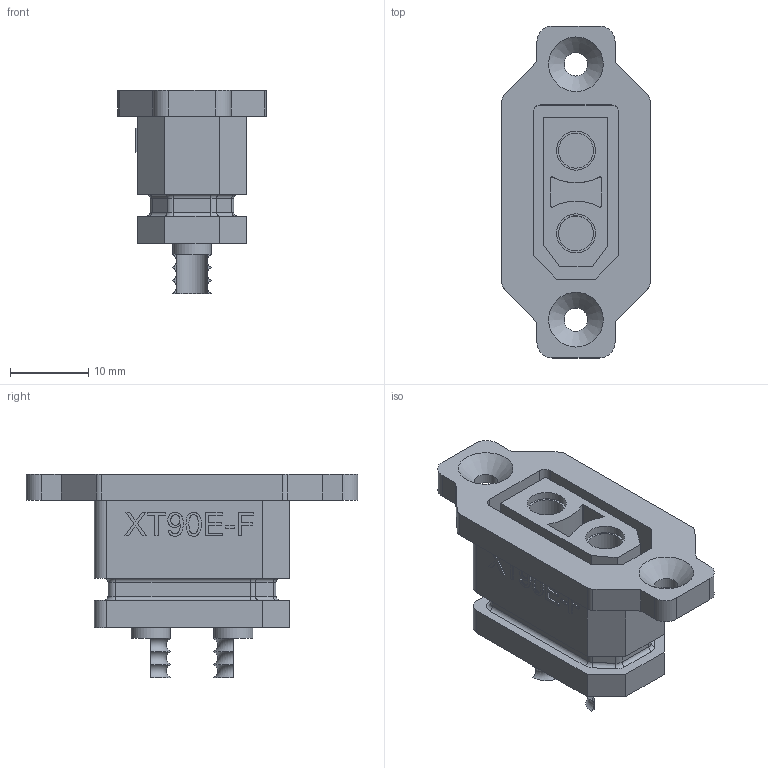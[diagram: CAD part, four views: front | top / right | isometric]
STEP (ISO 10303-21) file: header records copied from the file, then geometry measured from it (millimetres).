
FILE_DESCRIPTION(('FreeCAD Model'),'2;1');
FILE_NAME('Open CASCADE Shape Model','2024-10-09T01:23:33',('Author'),( ''),'Open CASCADE STEP processor 7.7','Ondsel','Unknown');
FILE_SCHEMA(('AUTOMOTIVE_DESIGN { 1 0 10303 214 1 1 1 1 }'));
Length unit declared in the file: millimetre
Products named in the file (4): xt90; pino-; pino+; Corpo
Assembly tree (3 placements, depth 2):
  xt90
    pino-
    pino+
    Corpo
Bounding box: 19.01 x 42.5 x 26 mm (x, y, z)
Volume: 5326.6 mm3; surface area: 6672.1 mm2
Topology: 3 solids, 3 shells, 275 faces, 700 edges, 452 vertices
Faces by surface type: plane 152, extrusion 53, cylinder 50, torus 18, cone 2
Full cylindrical faces by diameter (mm): 3 x2, 4.5 x2, 5 x4, 9 x2
Entity records: 8122 total; most frequent: CARTESIAN_POINT 1703, ORIENTED_EDGE 1352, DIRECTION 1183, EDGE_CURVE 676, VECTOR 487, VERTEX_POINT 440, LINE 434, AXIS2_PLACEMENT_3D 348
